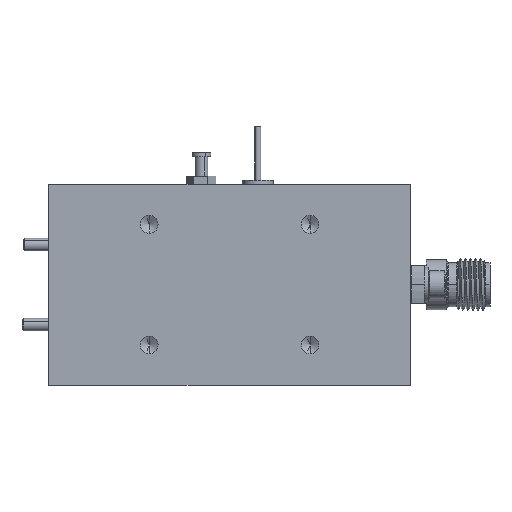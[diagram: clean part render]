
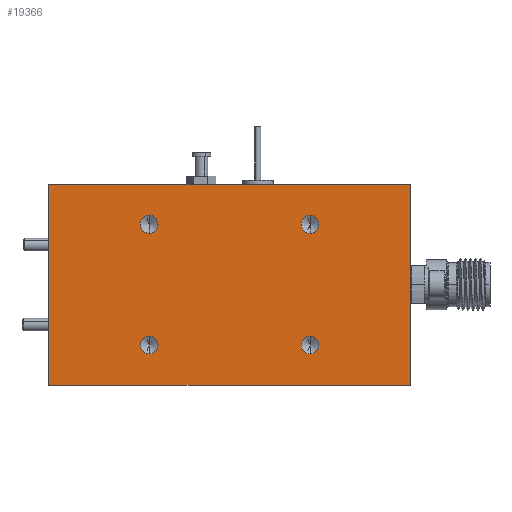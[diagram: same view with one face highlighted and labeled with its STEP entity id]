
A CAD part, front view. The second image highlights one B-rep face of the part: STEP entity #19366.
In plain terms, the highlighted planar face has unit normal (0, -1, 0).
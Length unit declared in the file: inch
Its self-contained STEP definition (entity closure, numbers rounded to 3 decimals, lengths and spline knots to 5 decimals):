
#106 = DIRECTION ( 'NONE',  ( 0., 0., -1. ) ) ;
#164 = ORIENTED_EDGE ( 'NONE', *, *, #10847, .F. ) ;
#301 = CARTESIAN_POINT ( 'NONE',  ( 0.4, 0., 0.3445 ) ) ;
#411 = FACE_BOUND ( 'NONE', #20587, .T. ) ;
#452 = EDGE_LOOP ( 'NONE', ( #712, #3625, #16914, #4651 ) ) ;
#546 = EDGE_LOOP ( 'NONE', ( #18000, #13302 ) ) ;
#712 = ORIENTED_EDGE ( 'NONE', *, *, #7517, .F. ) ;
#777 = DIRECTION ( 'NONE',  ( 0., -1., 0. ) ) ;
#1501 = DIRECTION ( 'NONE',  ( 0., 0., -1. ) ) ;
#1806 = CARTESIAN_POINT ( 'NONE',  ( -0.9, 0., -0.5 ) ) ;
#1966 = AXIS2_PLACEMENT_3D ( 'NONE', #12845, #9854, #17504 ) ;
#2033 = CIRCLE ( 'NONE', #18858, 0.0445 ) ;
#2115 = PLANE ( 'NONE',  #16582 ) ;
#2188 = DIRECTION ( 'NONE',  ( 0., -1., 0. ) ) ;
#2249 = VERTEX_POINT ( 'NONE', #16848 ) ;
#2953 = CARTESIAN_POINT ( 'NONE',  ( 0.9, 0., -0.5 ) ) ;
#3280 = DIRECTION ( 'NONE',  ( -1., 0., 0. ) ) ;
#3302 = ORIENTED_EDGE ( 'NONE', *, *, #6877, .F. ) ;
#3488 = FACE_BOUND ( 'NONE', #20613, .T. ) ;
#3625 = ORIENTED_EDGE ( 'NONE', *, *, #9184, .F. ) ;
#4027 = ORIENTED_EDGE ( 'NONE', *, *, #13328, .F. ) ;
#4651 = ORIENTED_EDGE ( 'NONE', *, *, #11000, .F. ) ;
#4682 = CARTESIAN_POINT ( 'NONE',  ( 0.4, 0., 0.3 ) ) ;
#4890 = DIRECTION ( 'NONE',  ( 0., 0., -1. ) ) ;
#4969 = DIRECTION ( 'NONE',  ( 0., -1., 0. ) ) ;
#5083 = CARTESIAN_POINT ( 'NONE',  ( -0.4, 0., -0.3 ) ) ;
#5768 = CARTESIAN_POINT ( 'NONE',  ( 0.4, 0., -0.2555 ) ) ;
#6068 = VERTEX_POINT ( 'NONE', #17336 ) ;
#6330 = DIRECTION ( 'NONE',  ( 0., 0., -1. ) ) ;
#6391 = VECTOR ( 'NONE', #15089, 39.37008 ) ;
#6812 = ORIENTED_EDGE ( 'NONE', *, *, #11287, .F. ) ;
#6877 = EDGE_CURVE ( 'NONE', #18198, #15133, #20704, .T. ) ;
#7278 = VERTEX_POINT ( 'NONE', #301 ) ;
#7517 = EDGE_CURVE ( 'NONE', #12482, #2249, #19651, .T. ) ;
#7744 = VERTEX_POINT ( 'NONE', #7785 ) ;
#7785 = CARTESIAN_POINT ( 'NONE',  ( 0.9, 0., 0.5 ) ) ;
#7914 = DIRECTION ( 'NONE',  ( 0., -1., 0. ) ) ;
#8280 = AXIS2_PLACEMENT_3D ( 'NONE', #17177, #2188, #4890 ) ;
#8335 = LINE ( 'NONE', #11515, #11895 ) ;
#8578 = CARTESIAN_POINT ( 'NONE',  ( 0., 0., 0. ) ) ;
#8794 = LINE ( 'NONE', #18227, #6391 ) ;
#9184 = EDGE_CURVE ( 'NONE', #14094, #12482, #17610, .T. ) ;
#9437 = DIRECTION ( 'NONE',  ( 0., -1., 0. ) ) ;
#9854 = DIRECTION ( 'NONE',  ( 0., -1., 0. ) ) ;
#9874 = DIRECTION ( 'NONE',  ( 0., -1., 0. ) ) ;
#9942 = DIRECTION ( 'NONE',  ( 0., -1., 0. ) ) ;
#10084 = EDGE_LOOP ( 'NONE', ( #4027, #3302 ) ) ;
#10561 = AXIS2_PLACEMENT_3D ( 'NONE', #20046, #777, #13674 ) ;
#10847 = EDGE_CURVE ( 'NONE', #18882, #7278, #18821, .T. ) ;
#11000 = EDGE_CURVE ( 'NONE', #2249, #7744, #8794, .T. ) ;
#11151 = CIRCLE ( 'NONE', #16470, 0.0445 ) ;
#11276 = VECTOR ( 'NONE', #3280, 39.37008 ) ;
#11287 = EDGE_CURVE ( 'NONE', #6068, #20134, #11151, .T. ) ;
#11314 = DIRECTION ( 'NONE',  ( 0., 0., -1. ) ) ;
#11420 = CIRCLE ( 'NONE', #18075, 0.0445 ) ;
#11515 = CARTESIAN_POINT ( 'NONE',  ( 0.9, 0., -0.5 ) ) ;
#11744 = FACE_BOUND ( 'NONE', #10084, .T. ) ;
#11763 = EDGE_CURVE ( 'NONE', #20134, #6068, #2033, .T. ) ;
#11895 = VECTOR ( 'NONE', #11314, 39.37008 ) ;
#12114 = CIRCLE ( 'NONE', #1966, 0.0445 ) ;
#12401 = VECTOR ( 'NONE', #13982, 39.37008 ) ;
#12482 = VERTEX_POINT ( 'NONE', #20322 ) ;
#12527 = ORIENTED_EDGE ( 'NONE', *, *, #11763, .F. ) ;
#12568 = DIRECTION ( 'NONE',  ( 0., 0., -1. ) ) ;
#12583 = CARTESIAN_POINT ( 'NONE',  ( 0.4, 0., -0.3 ) ) ;
#12810 = DIRECTION ( 'NONE',  ( 0., 0., -1. ) ) ;
#12845 = CARTESIAN_POINT ( 'NONE',  ( 0.4, 0., -0.3 ) ) ;
#12936 = CIRCLE ( 'NONE', #10561, 0.0445 ) ;
#13128 = FACE_OUTER_BOUND ( 'NONE', #452, .T. ) ;
#13302 = ORIENTED_EDGE ( 'NONE', *, *, #14619, .F. ) ;
#13328 = EDGE_CURVE ( 'NONE', #15133, #18198, #14904, .T. ) ;
#13674 = DIRECTION ( 'NONE',  ( 0., 0., -1. ) ) ;
#13896 = CARTESIAN_POINT ( 'NONE',  ( -0.4, 0., 0.3445 ) ) ;
#13982 = DIRECTION ( 'NONE',  ( 0., 0., 1. ) ) ;
#14094 = VERTEX_POINT ( 'NONE', #2953 ) ;
#14368 = EDGE_CURVE ( 'NONE', #19888, #18483, #11420, .T. ) ;
#14619 = EDGE_CURVE ( 'NONE', #18483, #19888, #12114, .T. ) ;
#14904 = CIRCLE ( 'NONE', #20259, 0.0445 ) ;
#15089 = DIRECTION ( 'NONE',  ( 1., 0., 0. ) ) ;
#15125 = CARTESIAN_POINT ( 'NONE',  ( -0.9, 0., 0.5 ) ) ;
#15133 = VERTEX_POINT ( 'NONE', #18069 ) ;
#15530 = CARTESIAN_POINT ( 'NONE',  ( -0.4, 0., -0.2555 ) ) ;
#15968 = CARTESIAN_POINT ( 'NONE',  ( -0.4, 0., -0.3 ) ) ;
#16425 = FACE_BOUND ( 'NONE', #546, .T. ) ;
#16470 = AXIS2_PLACEMENT_3D ( 'NONE', #15968, #7914, #12568 ) ;
#16582 = AXIS2_PLACEMENT_3D ( 'NONE', #8578, #17706, #106 ) ;
#16848 = CARTESIAN_POINT ( 'NONE',  ( -0.9, 0., 0.5 ) ) ;
#16914 = ORIENTED_EDGE ( 'NONE', *, *, #18894, .F. ) ;
#17177 = CARTESIAN_POINT ( 'NONE',  ( -0.4, 0., 0.3 ) ) ;
#17336 = CARTESIAN_POINT ( 'NONE',  ( -0.4, 0., -0.3445 ) ) ;
#17469 = CARTESIAN_POINT ( 'NONE',  ( -0.4, 0., 0.3 ) ) ;
#17504 = DIRECTION ( 'NONE',  ( 0., 0., -1. ) ) ;
#17610 = LINE ( 'NONE', #1806, #11276 ) ;
#17680 = CARTESIAN_POINT ( 'NONE',  ( 0.4, 0., 0.2555 ) ) ;
#17706 = DIRECTION ( 'NONE',  ( 0., -1., 0. ) ) ;
#17738 = ORIENTED_EDGE ( 'NONE', *, *, #19978, .F. ) ;
#18000 = ORIENTED_EDGE ( 'NONE', *, *, #14368, .F. ) ;
#18069 = CARTESIAN_POINT ( 'NONE',  ( -0.4, 0., 0.2555 ) ) ;
#18075 = AXIS2_PLACEMENT_3D ( 'NONE', #12583, #9874, #6330 ) ;
#18096 = DIRECTION ( 'NONE',  ( 0., 0., -1. ) ) ;
#18198 = VERTEX_POINT ( 'NONE', #13896 ) ;
#18227 = CARTESIAN_POINT ( 'NONE',  ( 0.9, 0., 0.5 ) ) ;
#18483 = VERTEX_POINT ( 'NONE', #5768 ) ;
#18821 = CIRCLE ( 'NONE', #19491, 0.0445 ) ;
#18858 = AXIS2_PLACEMENT_3D ( 'NONE', #5083, #9942, #18096 ) ;
#18882 = VERTEX_POINT ( 'NONE', #17680 ) ;
#18894 = EDGE_CURVE ( 'NONE', #7744, #14094, #8335, .T. ) ;
#19134 = CARTESIAN_POINT ( 'NONE',  ( 0.4, 0., -0.3445 ) ) ;
#19366 = ADVANCED_FACE ( 'NONE', ( #16425, #3488, #11744, #411, #13128 ), #2115, .T. ) ;
#19491 = AXIS2_PLACEMENT_3D ( 'NONE', #4682, #9437, #1501 ) ;
#19651 = LINE ( 'NONE', #15125, #12401 ) ;
#19888 = VERTEX_POINT ( 'NONE', #19134 ) ;
#19978 = EDGE_CURVE ( 'NONE', #7278, #18882, #12936, .T. ) ;
#20046 = CARTESIAN_POINT ( 'NONE',  ( 0.4, 0., 0.3 ) ) ;
#20134 = VERTEX_POINT ( 'NONE', #15530 ) ;
#20259 = AXIS2_PLACEMENT_3D ( 'NONE', #17469, #4969, #12810 ) ;
#20322 = CARTESIAN_POINT ( 'NONE',  ( -0.9, 0., -0.5 ) ) ;
#20587 = EDGE_LOOP ( 'NONE', ( #164, #17738 ) ) ;
#20613 = EDGE_LOOP ( 'NONE', ( #6812, #12527 ) ) ;
#20704 = CIRCLE ( 'NONE', #8280, 0.0445 ) ;
